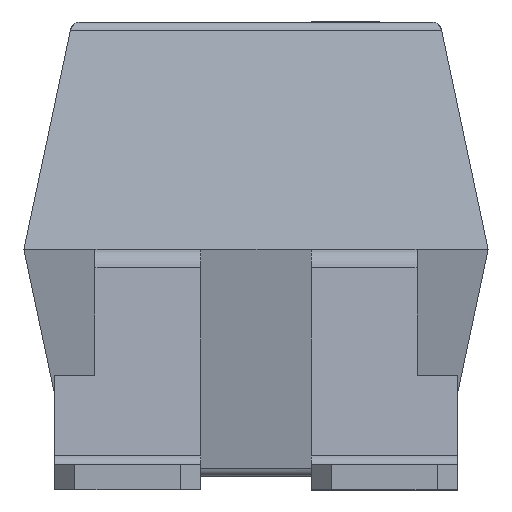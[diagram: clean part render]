
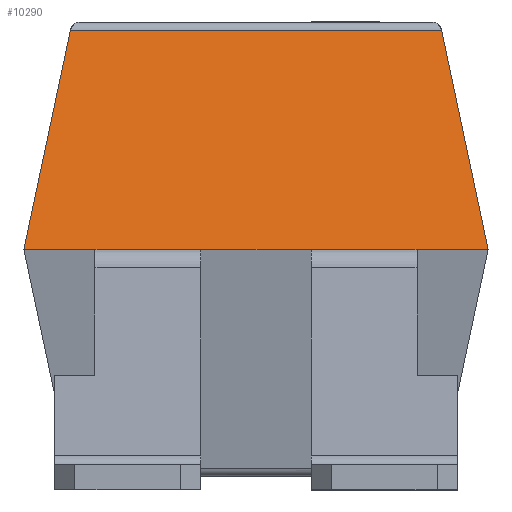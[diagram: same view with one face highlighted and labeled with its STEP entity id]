
A CAD part, left-side view. The second image highlights one B-rep face of the part: STEP entity #10290.
In plain terms, the highlighted planar face has unit normal (-0.978, 0, 0.208).
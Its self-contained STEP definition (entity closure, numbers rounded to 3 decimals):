
#233 = VECTOR ( 'NONE', #16596, 1000. ) ;
#734 = LINE ( 'NONE', #6472, #16372 ) ;
#846 = EDGE_LOOP ( 'NONE', ( #15990, #9696, #16563, #17514, #2505, #1784, #17791, #14416 ) ) ;
#942 = VERTEX_POINT ( 'NONE', #11157 ) ;
#944 = CARTESIAN_POINT ( 'NONE',  ( -3.25, 1.595, 2.35 ) ) ;
#1316 = DIRECTION ( 'NONE',  ( -0.208, 0., -0.978 ) ) ;
#1402 = VECTOR ( 'NONE', #14453, 1000. ) ;
#1482 = CARTESIAN_POINT ( 'NONE',  ( -2.789, 1.822, 4.521 ) ) ;
#1563 = EDGE_CURVE ( 'NONE', #9044, #13041, #15039, .T. ) ;
#1784 = ORIENTED_EDGE ( 'NONE', *, *, #16061, .T. ) ;
#1992 = EDGE_CURVE ( 'NONE', #13041, #8581, #13447, .T. ) ;
#2070 = VECTOR ( 'NONE', #8529, 1000. ) ;
#2505 = ORIENTED_EDGE ( 'NONE', *, *, #4090, .T. ) ;
#2711 = CARTESIAN_POINT ( 'NONE',  ( -3.25, -1.595, 2.35 ) ) ;
#2741 = VERTEX_POINT ( 'NONE', #7159 ) ;
#3448 = VERTEX_POINT ( 'NONE', #944 ) ;
#3747 = CARTESIAN_POINT ( 'NONE',  ( -3.059, -2.109, 3.247 ) ) ;
#3949 = CARTESIAN_POINT ( 'NONE',  ( -3.25, 2.3, 2.35 ) ) ;
#4090 = EDGE_CURVE ( 'NONE', #3448, #942, #11687, .T. ) ;
#4610 = DIRECTION ( 'NONE',  ( 0., -1., 0. ) ) ;
#5162 = DIRECTION ( 'NONE',  ( 0., -1., 0. ) ) ;
#5226 = CARTESIAN_POINT ( 'NONE',  ( -3.25, -2.3, 2.35 ) ) ;
#5617 = LINE ( 'NONE', #1482, #1402 ) ;
#6307 = PLANE ( 'NONE',  #15411 ) ;
#6472 = CARTESIAN_POINT ( 'NONE',  ( -3.25, 2.3, 2.35 ) ) ;
#7081 = VERTEX_POINT ( 'NONE', #14541 ) ;
#7159 = CARTESIAN_POINT ( 'NONE',  ( -2.789, 1.839, 4.521 ) ) ;
#7439 = LINE ( 'NONE', #15918, #11454 ) ;
#7651 = VERTEX_POINT ( 'NONE', #12867 ) ;
#8117 = CARTESIAN_POINT ( 'NONE',  ( -3.25, -0.545, 2.35 ) ) ;
#8163 = VECTOR ( 'NONE', #12210, 1000. ) ;
#8529 = DIRECTION ( 'NONE',  ( 0., -1., 0. ) ) ;
#8581 = VERTEX_POINT ( 'NONE', #5226 ) ;
#9044 = VERTEX_POINT ( 'NONE', #8117 ) ;
#9311 = EDGE_CURVE ( 'NONE', #7651, #8581, #16382, .T. ) ;
#9419 = DIRECTION ( 'NONE',  ( -0.204, 0.204, -0.958 ) ) ;
#9547 = CARTESIAN_POINT ( 'NONE',  ( -3.25, 2.3, 2.35 ) ) ;
#9696 = ORIENTED_EDGE ( 'NONE', *, *, #15288, .T. ) ;
#10290 = ADVANCED_FACE ( 'NONE', ( #12219 ), #6307, .T. ) ;
#10696 = LINE ( 'NONE', #9547, #233 ) ;
#11157 = CARTESIAN_POINT ( 'NONE',  ( -3.25, 0.545, 2.35 ) ) ;
#11261 = DIRECTION ( 'NONE',  ( -0.978, 0., 0.208 ) ) ;
#11433 = EDGE_CURVE ( 'NONE', #2741, #7081, #734, .T. ) ;
#11454 = VECTOR ( 'NONE', #4610, 1000. ) ;
#11687 = LINE ( 'NONE', #15860, #2070 ) ;
#11695 = VECTOR ( 'NONE', #5162, 1000. ) ;
#11860 = CARTESIAN_POINT ( 'NONE',  ( -3.25, 2.3, 2.35 ) ) ;
#12210 = DIRECTION ( 'NONE',  ( -0.204, -0.204, -0.958 ) ) ;
#12219 = FACE_OUTER_BOUND ( 'NONE', #846, .T. ) ;
#12867 = CARTESIAN_POINT ( 'NONE',  ( -2.789, -1.839, 4.521 ) ) ;
#13041 = VERTEX_POINT ( 'NONE', #2711 ) ;
#13351 = DIRECTION ( 'NONE',  ( 0., -1., 0. ) ) ;
#13447 = LINE ( 'NONE', #11860, #13919 ) ;
#13919 = VECTOR ( 'NONE', #13351, 1000. ) ;
#14416 = ORIENTED_EDGE ( 'NONE', *, *, #1992, .T. ) ;
#14453 = DIRECTION ( 'NONE',  ( 0., 1., 0. ) ) ;
#14541 = CARTESIAN_POINT ( 'NONE',  ( -3.25, 2.3, 2.35 ) ) ;
#15039 = LINE ( 'NONE', #18201, #11695 ) ;
#15288 = EDGE_CURVE ( 'NONE', #7651, #2741, #5617, .T. ) ;
#15411 = AXIS2_PLACEMENT_3D ( 'NONE', #3949, #11261, #1316 ) ;
#15860 = CARTESIAN_POINT ( 'NONE',  ( -3.25, 2.3, 2.35 ) ) ;
#15918 = CARTESIAN_POINT ( 'NONE',  ( -3.25, 2.3, 2.35 ) ) ;
#15990 = ORIENTED_EDGE ( 'NONE', *, *, #9311, .F. ) ;
#16061 = EDGE_CURVE ( 'NONE', #942, #9044, #10696, .T. ) ;
#16372 = VECTOR ( 'NONE', #9419, 1000. ) ;
#16382 = LINE ( 'NONE', #3747, #8163 ) ;
#16563 = ORIENTED_EDGE ( 'NONE', *, *, #11433, .T. ) ;
#16596 = DIRECTION ( 'NONE',  ( 0., -1., 0. ) ) ;
#16972 = EDGE_CURVE ( 'NONE', #7081, #3448, #7439, .T. ) ;
#17514 = ORIENTED_EDGE ( 'NONE', *, *, #16972, .T. ) ;
#17791 = ORIENTED_EDGE ( 'NONE', *, *, #1563, .T. ) ;
#18201 = CARTESIAN_POINT ( 'NONE',  ( -3.25, 2.3, 2.35 ) ) ;
